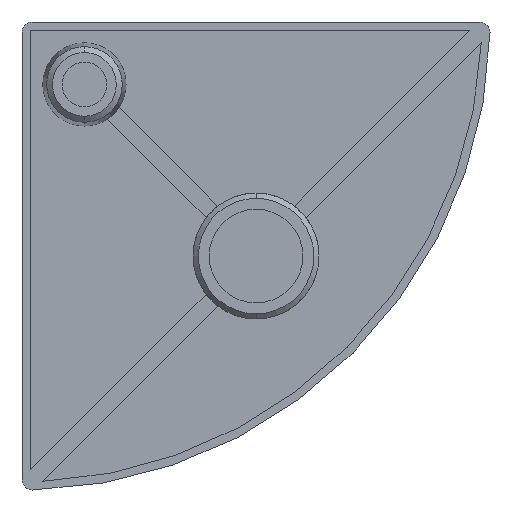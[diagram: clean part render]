
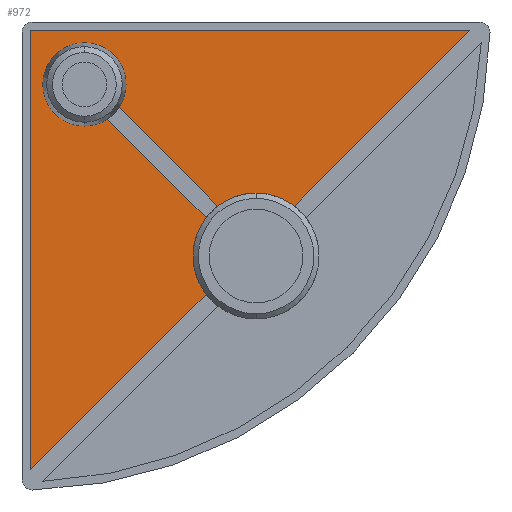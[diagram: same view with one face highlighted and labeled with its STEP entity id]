
A CAD part, front view. The second image highlights one B-rep face of the part: STEP entity #972.
In plain terms, the highlighted planar face has unit normal (0, -1, 0).
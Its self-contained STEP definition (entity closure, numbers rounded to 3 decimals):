
#19 = CARTESIAN_POINT ( 'NONE',  ( -21.7, -2., 21.7 ) ) ;
#37 = DIRECTION ( 'NONE',  ( 0., 0., -1. ) ) ;
#75 = ORIENTED_EDGE ( 'NONE', *, *, #1163, .T. ) ;
#81 = ORIENTED_EDGE ( 'NONE', *, *, #613, .F. ) ;
#99 = CARTESIAN_POINT ( 'NONE',  ( -16.5, -2., 16.5 ) ) ;
#100 = DIRECTION ( 'NONE',  ( 0., 0., -1. ) ) ;
#111 = DIRECTION ( 'NONE',  ( 0., -1., 0. ) ) ;
#112 = CARTESIAN_POINT ( 'NONE',  ( -0.569, -2., 0.569 ) ) ;
#125 = AXIS2_PLACEMENT_3D ( 'NONE', #1036, #1257, #1305 ) ;
#135 = VERTEX_POINT ( 'NONE', #457 ) ;
#136 = CIRCLE ( 'NONE', #995, 4. ) ;
#145 = AXIS2_PLACEMENT_3D ( 'NONE', #927, #111, #100 ) ;
#159 = FACE_OUTER_BOUND ( 'NONE', #1131, .T. ) ;
#208 = LINE ( 'NONE', #1166, #1302 ) ;
#209 = VECTOR ( 'NONE', #693, 1000. ) ;
#213 = DIRECTION ( 'NONE',  ( -0.707, 0., -0.707 ) ) ;
#214 = VERTEX_POINT ( 'NONE', #473 ) ;
#262 = CARTESIAN_POINT ( 'NONE',  ( -16.5, -2., 16.5 ) ) ;
#340 = EDGE_CURVE ( 'NONE', #558, #861, #1065, .T. ) ;
#345 = EDGE_CURVE ( 'NONE', #135, #1333, #999, .T. ) ;
#353 = DIRECTION ( 'NONE',  ( -0.707, 0., 0.707 ) ) ;
#361 = CARTESIAN_POINT ( 'NONE',  ( -21.7, -2., -20.561 ) ) ;
#392 = DIRECTION ( 'NONE',  ( 0., -1., 0. ) ) ;
#398 = DIRECTION ( 'NONE',  ( 0., -1., 0. ) ) ;
#403 = EDGE_CURVE ( 'NONE', #423, #135, #462, .T. ) ;
#423 = VERTEX_POINT ( 'NONE', #452 ) ;
#443 = ORIENTED_EDGE ( 'NONE', *, *, #345, .F. ) ;
#452 = CARTESIAN_POINT ( 'NONE',  ( -4.806, -2., 3.675 ) ) ;
#457 = CARTESIAN_POINT ( 'NONE',  ( -4.809, -2., -3.671 ) ) ;
#462 = CIRCLE ( 'NONE', #145, 6.05 ) ;
#470 = CARTESIAN_POINT ( 'NONE',  ( -0.566, -2., -0.566 ) ) ;
#473 = CARTESIAN_POINT ( 'NONE',  ( -3.675, -2., 4.806 ) ) ;
#482 = VERTEX_POINT ( 'NONE', #554 ) ;
#501 = VERTEX_POINT ( 'NONE', #1218 ) ;
#505 = CIRCLE ( 'NONE', #1231, 4. ) ;
#512 = LINE ( 'NONE', #19, #990 ) ;
#513 = LINE ( 'NONE', #908, #209 ) ;
#515 = DIRECTION ( 'NONE',  ( 0., -1., 0. ) ) ;
#531 = ORIENTED_EDGE ( 'NONE', *, *, #1242, .F. ) ;
#554 = CARTESIAN_POINT ( 'NONE',  ( -21.7, -2., 21.7 ) ) ;
#558 = VERTEX_POINT ( 'NONE', #612 ) ;
#595 = LINE ( 'NONE', #470, #1132 ) ;
#609 = AXIS2_PLACEMENT_3D ( 'NONE', #1277, #1089, #37 ) ;
#612 = CARTESIAN_POINT ( 'NONE',  ( 3.671, -2., 4.809 ) ) ;
#613 = EDGE_CURVE ( 'NONE', #214, #1229, #513, .T. ) ;
#633 = ORIENTED_EDGE ( 'NONE', *, *, #647, .F. ) ;
#636 = ORIENTED_EDGE ( 'NONE', *, *, #812, .T. ) ;
#647 = EDGE_CURVE ( 'NONE', #861, #214, #956, .T. ) ;
#653 = CIRCLE ( 'NONE', #1133, 4. ) ;
#664 = VERTEX_POINT ( 'NONE', #741 ) ;
#673 = CARTESIAN_POINT ( 'NONE',  ( -16.5, -2., 12.5 ) ) ;
#690 = CARTESIAN_POINT ( 'NONE',  ( -0.569, -2., 0.569 ) ) ;
#693 = DIRECTION ( 'NONE',  ( -0.707, 0., 0.707 ) ) ;
#703 = EDGE_CURVE ( 'NONE', #731, #1204, #136, .T. ) ;
#711 = EDGE_CURVE ( 'NONE', #1229, #501, #653, .T. ) ;
#725 = DIRECTION ( 'NONE',  ( -0.707, 0., -0.707 ) ) ;
#731 = VERTEX_POINT ( 'NONE', #673 ) ;
#741 = CARTESIAN_POINT ( 'NONE',  ( 20.561, -2., 21.7 ) ) ;
#742 = DIRECTION ( 'NONE',  ( 0., 0., -1. ) ) ;
#793 = DIRECTION ( 'NONE',  ( 0., 0., -1. ) ) ;
#794 = DIRECTION ( 'NONE',  ( -1., 0., 0. ) ) ;
#811 = CARTESIAN_POINT ( 'NONE',  ( 0., -2., 0. ) ) ;
#812 = EDGE_CURVE ( 'NONE', #423, #1204, #595, .T. ) ;
#861 = VERTEX_POINT ( 'NONE', #1261 ) ;
#873 = DIRECTION ( 'NONE',  ( 0., 0., -1. ) ) ;
#874 = ORIENTED_EDGE ( 'NONE', *, *, #1153, .T. ) ;
#889 = LINE ( 'NONE', #112, #1159 ) ;
#908 = CARTESIAN_POINT ( 'NONE',  ( 0.566, -2., 0.566 ) ) ;
#927 = CARTESIAN_POINT ( 'NONE',  ( 0., -2., 0. ) ) ;
#939 = ORIENTED_EDGE ( 'NONE', *, *, #711, .F. ) ;
#956 = CIRCLE ( 'NONE', #125, 6.05 ) ;
#972 = ADVANCED_FACE ( 'NONE', ( #159 ), #1300, .T. ) ;
#990 = VECTOR ( 'NONE', #742, 1000. ) ;
#995 = AXIS2_PLACEMENT_3D ( 'NONE', #262, #392, #873 ) ;
#999 = LINE ( 'NONE', #690, #1248 ) ;
#1019 = DIRECTION ( 'NONE',  ( 0., 0., -1. ) ) ;
#1036 = CARTESIAN_POINT ( 'NONE',  ( 0., -2., 0. ) ) ;
#1059 = ORIENTED_EDGE ( 'NONE', *, *, #403, .F. ) ;
#1065 = CIRCLE ( 'NONE', #1099, 6.05 ) ;
#1079 = CARTESIAN_POINT ( 'NONE',  ( -16.5, -2., 16.5 ) ) ;
#1089 = DIRECTION ( 'NONE',  ( 0., -1., 0. ) ) ;
#1099 = AXIS2_PLACEMENT_3D ( 'NONE', #811, #515, #1019 ) ;
#1106 = DIRECTION ( 'NONE',  ( 0., 0., -1. ) ) ;
#1131 = EDGE_LOOP ( 'NONE', ( #874, #443, #1059, #636, #1314, #1329, #939, #81, #633, #1315, #531, #75 ) ) ;
#1132 = VECTOR ( 'NONE', #353, 1000. ) ;
#1133 = AXIS2_PLACEMENT_3D ( 'NONE', #1079, #1289, #1106 ) ;
#1153 = EDGE_CURVE ( 'NONE', #482, #1333, #512, .T. ) ;
#1159 = VECTOR ( 'NONE', #213, 1000. ) ;
#1163 = EDGE_CURVE ( 'NONE', #664, #482, #208, .T. ) ;
#1166 = CARTESIAN_POINT ( 'NONE',  ( 21.693, -2., 21.7 ) ) ;
#1204 = VERTEX_POINT ( 'NONE', #1215 ) ;
#1215 = CARTESIAN_POINT ( 'NONE',  ( -14.294, -2., 13.163 ) ) ;
#1218 = CARTESIAN_POINT ( 'NONE',  ( -16.5, -2., 20.5 ) ) ;
#1229 = VERTEX_POINT ( 'NONE', #1343 ) ;
#1231 = AXIS2_PLACEMENT_3D ( 'NONE', #99, #398, #793 ) ;
#1242 = EDGE_CURVE ( 'NONE', #664, #558, #889, .T. ) ;
#1248 = VECTOR ( 'NONE', #725, 1000. ) ;
#1257 = DIRECTION ( 'NONE',  ( 0., -1., 0. ) ) ;
#1261 = CARTESIAN_POINT ( 'NONE',  ( 0., -2., 6.05 ) ) ;
#1277 = CARTESIAN_POINT ( 'NONE',  ( -22.5, -2., 22.5 ) ) ;
#1289 = DIRECTION ( 'NONE',  ( 0., -1., 0. ) ) ;
#1299 = EDGE_CURVE ( 'NONE', #501, #731, #505, .T. ) ;
#1300 = PLANE ( 'NONE',  #609 ) ;
#1302 = VECTOR ( 'NONE', #794, 1000. ) ;
#1305 = DIRECTION ( 'NONE',  ( 0., 0., -1. ) ) ;
#1314 = ORIENTED_EDGE ( 'NONE', *, *, #703, .F. ) ;
#1315 = ORIENTED_EDGE ( 'NONE', *, *, #340, .F. ) ;
#1329 = ORIENTED_EDGE ( 'NONE', *, *, #1299, .F. ) ;
#1333 = VERTEX_POINT ( 'NONE', #361 ) ;
#1343 = CARTESIAN_POINT ( 'NONE',  ( -13.163, -2., 14.294 ) ) ;
